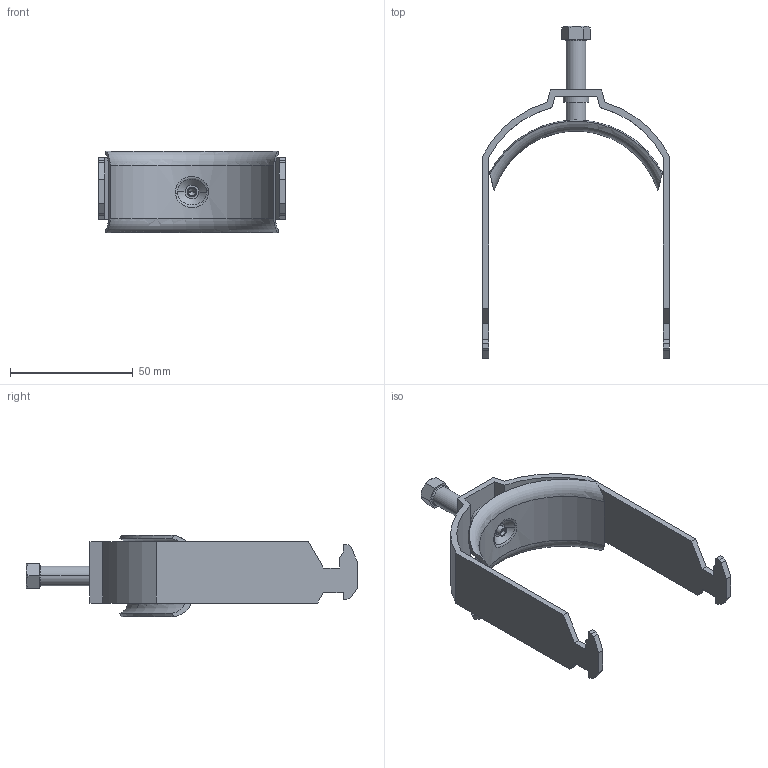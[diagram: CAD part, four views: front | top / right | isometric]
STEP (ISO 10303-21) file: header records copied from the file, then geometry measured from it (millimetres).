
FILE_DESCRIPTION (( 'STEP AP214' ), '1' );
FILE_NAME ('1186169.STEP', '2023-09-04T13:09:46', ( '' ), ( '' ), 'SwSTEP 2.0', 'SolidWorks 2022', '' );
FILE_SCHEMA (( 'AUTOMOTIVE_DESIGN' ));
Length unit declared in the file: millimetre
Products named in the file (4): 142313_Druckschraube - M8 x 33; 157101_1Fach; 1186169; 203491_Standard
Assembly tree (3 placements, depth 2):
  1186169
    157101_1Fach
    142313_Druckschraube - M8 x 33
    203491_Standard
Bounding box: 76 x 135 x 33.23 mm (x, y, z)
Volume: 22170.8 mm3; surface area: 21873.9 mm2
Topology: 3 solids, 3 shells, 242 faces, 631 edges, 418 vertices
Faces by surface type: plane 146, bspline 44, cylinder 34, cone 10, torus 8
Entity records: 11873 total; most frequent: CARTESIAN_POINT 5581, ORIENTED_EDGE 1254, DIRECTION 1001, EDGE_CURVE 627, VERTEX_POINT 418, LINE 389, VECTOR 389, AXIS2_PLACEMENT_3D 306
